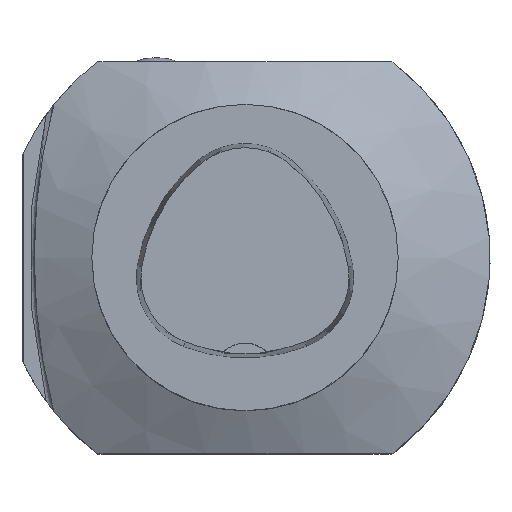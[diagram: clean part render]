
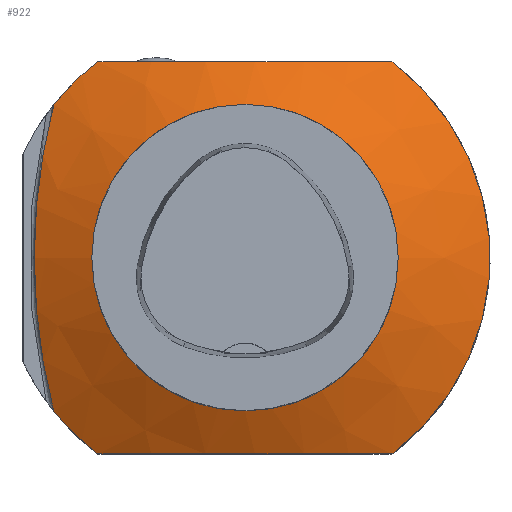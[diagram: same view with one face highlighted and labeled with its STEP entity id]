
A CAD part, top view. The second image highlights one B-rep face of the part: STEP entity #922.
In plain terms, the highlighted conical face has half-angle 64 degrees and reference radius 39.992 mm.
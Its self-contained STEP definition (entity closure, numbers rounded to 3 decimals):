
#484=B_SPLINE_CURVE_WITH_KNOTS('',3,(#9647,#9648,#9649,#9650,#9651,#9652),
 .UNSPECIFIED.,.F.,.F.,(4,2,4),(0.,0.5,1.),.UNSPECIFIED.);
#485=B_SPLINE_CURVE_WITH_KNOTS('',3,(#9656,#9657,#9658,#9659,#9660,#9661),
 .UNSPECIFIED.,.F.,.F.,(4,2,4),(0.,0.5,1.),.UNSPECIFIED.);
#486=B_SPLINE_CURVE_WITH_KNOTS('',3,(#9665,#9666,#9667,#9668,#9669,#9670,
#9671,#9672,#9673,#9674),.UNSPECIFIED.,.F.,.F.,(4,2,2,2,4),(0.,0.25,0.5,
0.75,1.),.UNSPECIFIED.);
#528=CONICAL_SURFACE('',#6433,39.993,64.);
#922=ADVANCED_FACE('',(#1378,#1379),#528,.T.);
#1218=CIRCLE('',#6276,25.);
#1291=CIRCLE('',#6430,39.993);
#1292=CIRCLE('',#6431,39.993);
#1293=CIRCLE('',#6432,39.993);
#1378=FACE_BOUND('',#1553,.T.);
#1379=FACE_BOUND('',#1554,.T.);
#1553=EDGE_LOOP('',(#2397));
#1554=EDGE_LOOP('',(#2398,#2399,#2400,#2401,#2402,#2403));
#2397=ORIENTED_EDGE('',*,*,#4281,.F.);
#2398=ORIENTED_EDGE('',*,*,#4680,.T.);
#2399=ORIENTED_EDGE('',*,*,#4681,.F.);
#2400=ORIENTED_EDGE('',*,*,#4682,.T.);
#2401=ORIENTED_EDGE('',*,*,#4683,.T.);
#2402=ORIENTED_EDGE('',*,*,#4684,.T.);
#2403=ORIENTED_EDGE('',*,*,#4685,.T.);
#3677=VERTEX_POINT('',#8382);
#4004=VERTEX_POINT('',#9645);
#4005=VERTEX_POINT('',#9646);
#4006=VERTEX_POINT('',#9653);
#4007=VERTEX_POINT('',#9655);
#4008=VERTEX_POINT('',#9662);
#4009=VERTEX_POINT('',#9664);
#4281=EDGE_CURVE('',#3677,#3677,#1218,.T.);
#4680=EDGE_CURVE('',#4004,#4005,#1291,.T.);
#4681=EDGE_CURVE('',#4006,#4005,#484,.T.);
#4682=EDGE_CURVE('',#4006,#4007,#1292,.T.);
#4683=EDGE_CURVE('',#4007,#4008,#485,.T.);
#4684=EDGE_CURVE('',#4008,#4009,#1293,.T.);
#4685=EDGE_CURVE('',#4009,#4004,#486,.T.);
#6276=AXIS2_PLACEMENT_3D('',#8381,#6810,#6811);
#6430=AXIS2_PLACEMENT_3D('',#9644,#7292,#7293);
#6431=AXIS2_PLACEMENT_3D('',#9654,#7294,#7295);
#6432=AXIS2_PLACEMENT_3D('',#9663,#7296,#7297);
#6433=AXIS2_PLACEMENT_3D('',#9675,#7298,#7299);
#6810=DIRECTION('',(0.,0.,1.));
#6811=DIRECTION('',(-1.,0.,0.));
#7292=DIRECTION('',(0.,0.,1.));
#7293=DIRECTION('',(1.,0.,0.));
#7294=DIRECTION('',(0.,0.,1.));
#7295=DIRECTION('',(1.,0.,0.));
#7296=DIRECTION('',(0.,0.,1.));
#7297=DIRECTION('',(1.,0.,0.));
#7298=DIRECTION('',(0.,0.,-1.));
#7299=DIRECTION('',(-1.,0.,0.));
#8381=CARTESIAN_POINT('',(0.,0.,-22.688));
#8382=CARTESIAN_POINT('',(-25.,0.,-22.688));
#9644=CARTESIAN_POINT('',(0.,0.,-30.));
#9645=CARTESIAN_POINT('',(-31.208,-25.009,-30.));
#9646=CARTESIAN_POINT('',(-23.987,-32.,-30.));
#9647=CARTESIAN_POINT('',(23.987,-32.,-30.));
#9648=CARTESIAN_POINT('',(16.173,-32.,-27.714));
#9649=CARTESIAN_POINT('',(8.061,-32.,-26.103));
#9650=CARTESIAN_POINT('',(-8.042,-32.,-26.101));
#9651=CARTESIAN_POINT('',(-16.181,-32.,-27.716));
#9652=CARTESIAN_POINT('',(-23.987,-32.,-30.));
#9653=CARTESIAN_POINT('',(23.987,-32.,-30.));
#9654=CARTESIAN_POINT('',(0.,0.,-30.));
#9655=CARTESIAN_POINT('',(23.987,32.,-30.));
#9656=CARTESIAN_POINT('',(23.987,32.,-30.));
#9657=CARTESIAN_POINT('',(16.172,32.,-27.714));
#9658=CARTESIAN_POINT('',(8.062,32.,-26.103));
#9659=CARTESIAN_POINT('',(-8.041,32.,-26.101));
#9660=CARTESIAN_POINT('',(-16.182,32.,-27.717));
#9661=CARTESIAN_POINT('',(-23.987,32.,-30.));
#9662=CARTESIAN_POINT('',(-23.987,32.,-30.));
#9663=CARTESIAN_POINT('',(0.,0.,-30.));
#9664=CARTESIAN_POINT('',(-31.208,25.009,-30.));
#9665=CARTESIAN_POINT('',(-31.208,25.009,-30.));
#9666=CARTESIAN_POINT('',(-32.244,20.998,-29.171));
#9667=CARTESIAN_POINT('',(-33.047,16.846,-28.474));
#9668=CARTESIAN_POINT('',(-34.117,8.45,-27.519));
#9669=CARTESIAN_POINT('',(-34.386,4.23,-27.264));
#9670=CARTESIAN_POINT('',(-34.384,-4.259,-27.266));
#9671=CARTESIAN_POINT('',(-34.108,-8.552,-27.528));
#9672=CARTESIAN_POINT('',(-33.037,-16.902,-28.483));
#9673=CARTESIAN_POINT('',(-32.246,-20.991,-29.17));
#9674=CARTESIAN_POINT('',(-31.208,-25.009,-30.));
#9675=CARTESIAN_POINT('',(0.,0.,-30.));
